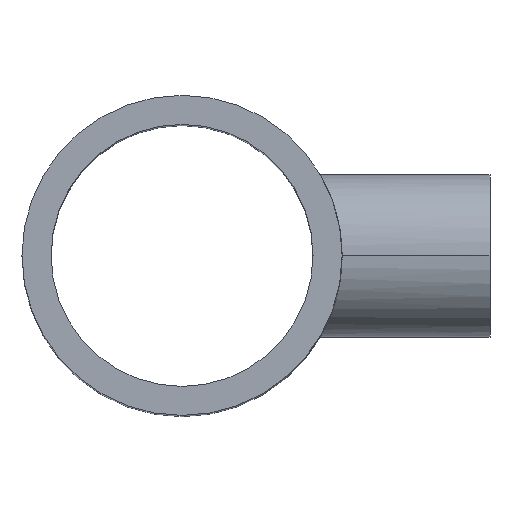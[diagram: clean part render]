
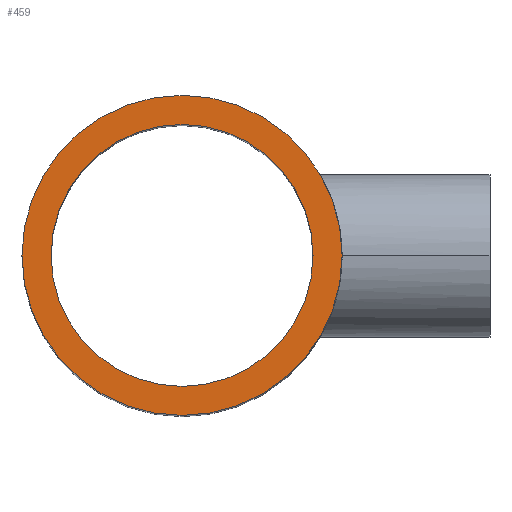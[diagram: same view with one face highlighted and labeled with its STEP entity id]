
A CAD part, top view. The second image highlights one B-rep face of the part: STEP entity #459.
In plain terms, the highlighted planar face has unit normal (0, 0, 1).
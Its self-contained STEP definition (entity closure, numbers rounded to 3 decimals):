
#11 = ORIENTED_EDGE ( 'NONE', *, *, #716, .F. ) ;
#42 = CARTESIAN_POINT ( 'NONE',  ( 157.5, 0., 356. ) ) ;
#61 = AXIS2_PLACEMENT_3D ( 'NONE', #329, #206, #155 ) ;
#74 = AXIS2_PLACEMENT_3D ( 'NONE', #434, #160, #371 ) ;
#88 = DIRECTION ( 'NONE',  ( 0., 0., 1. ) ) ;
#111 = DIRECTION ( 'NONE',  ( 0., 0., 1. ) ) ;
#125 = CARTESIAN_POINT ( 'NONE',  ( -157.5, 0., 356. ) ) ;
#147 = DIRECTION ( 'NONE',  ( 0., 0., 1. ) ) ;
#155 = DIRECTION ( 'NONE',  ( 1., 0., 0. ) ) ;
#160 = DIRECTION ( 'NONE',  ( 0., 0., 1. ) ) ;
#164 = VERTEX_POINT ( 'NONE', #688 ) ;
#171 = EDGE_LOOP ( 'NONE', ( #681, #11 ) ) ;
#177 = CIRCLE ( 'NONE', #74, 128.9 ) ;
#189 = AXIS2_PLACEMENT_3D ( 'NONE', #264, #88, #360 ) ;
#206 = DIRECTION ( 'NONE',  ( 0., 0., 1. ) ) ;
#224 = CIRCLE ( 'NONE', #560, 157.5 ) ;
#237 = CARTESIAN_POINT ( 'NONE',  ( 0., 0., 356. ) ) ;
#262 = DIRECTION ( 'NONE',  ( 1., 0., 0. ) ) ;
#264 = CARTESIAN_POINT ( 'NONE',  ( 0., 0., 356. ) ) ;
#284 = DIRECTION ( 'NONE',  ( 1., 0., 0. ) ) ;
#296 = EDGE_CURVE ( 'NONE', #660, #712, #224, .T. ) ;
#326 = CIRCLE ( 'NONE', #189, 128.9 ) ;
#329 = CARTESIAN_POINT ( 'NONE',  ( 0., 0., 356. ) ) ;
#349 = VERTEX_POINT ( 'NONE', #700 ) ;
#360 = DIRECTION ( 'NONE',  ( 1., 0., 0. ) ) ;
#371 = DIRECTION ( 'NONE',  ( 1., 0., 0. ) ) ;
#381 = ORIENTED_EDGE ( 'NONE', *, *, #405, .T. ) ;
#405 = EDGE_CURVE ( 'NONE', #712, #660, #699, .T. ) ;
#410 = AXIS2_PLACEMENT_3D ( 'NONE', #237, #111, #284 ) ;
#434 = CARTESIAN_POINT ( 'NONE',  ( 0., 0., 356. ) ) ;
#435 = EDGE_CURVE ( 'NONE', #164, #349, #177, .T. ) ;
#439 = PLANE ( 'NONE',  #410 ) ;
#459 = ADVANCED_FACE ( 'NONE', ( #545, #715 ), #439, .T. ) ;
#482 = ORIENTED_EDGE ( 'NONE', *, *, #296, .T. ) ;
#545 = FACE_OUTER_BOUND ( 'NONE', #550, .T. ) ;
#550 = EDGE_LOOP ( 'NONE', ( #482, #381 ) ) ;
#560 = AXIS2_PLACEMENT_3D ( 'NONE', #591, #147, #262 ) ;
#591 = CARTESIAN_POINT ( 'NONE',  ( 0., 0., 356. ) ) ;
#660 = VERTEX_POINT ( 'NONE', #125 ) ;
#681 = ORIENTED_EDGE ( 'NONE', *, *, #435, .F. ) ;
#688 = CARTESIAN_POINT ( 'NONE',  ( -128.9, 0., 356. ) ) ;
#699 = CIRCLE ( 'NONE', #61, 157.5 ) ;
#700 = CARTESIAN_POINT ( 'NONE',  ( 128.9, 0., 356. ) ) ;
#712 = VERTEX_POINT ( 'NONE', #42 ) ;
#715 = FACE_BOUND ( 'NONE', #171, .T. ) ;
#716 = EDGE_CURVE ( 'NONE', #349, #164, #326, .T. ) ;
